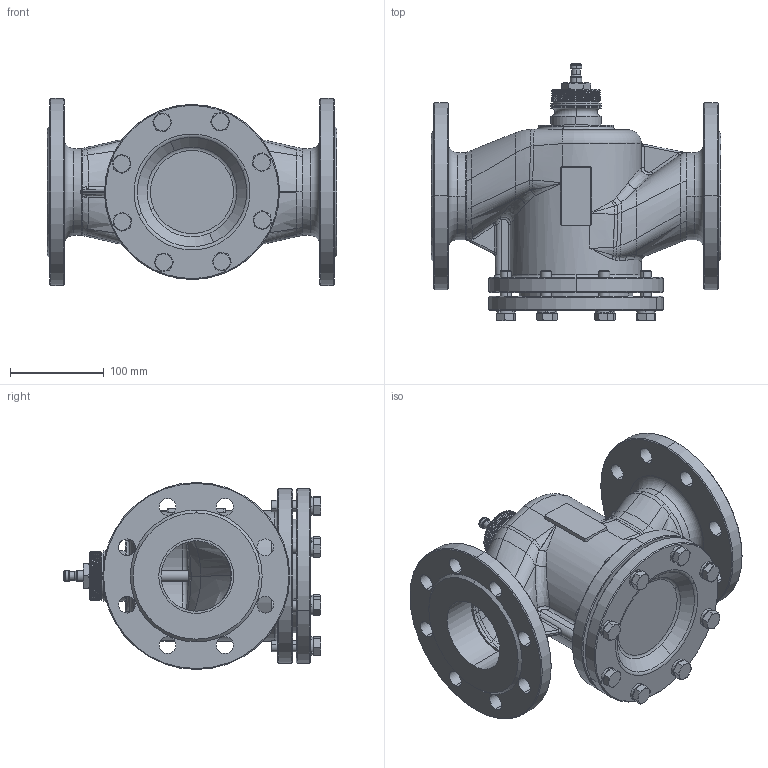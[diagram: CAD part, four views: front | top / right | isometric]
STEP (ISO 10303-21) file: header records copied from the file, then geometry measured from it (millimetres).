
FILE_DESCRIPTION((''),'2;1');
FILE_NAME('3D_STEP_CAD_MODEL_OF__SW0005','2023-03-28T19:14:36',('phili'),(''),'CREO PARAMETRIC BY PTC INC, 2019010','CREO PARAMETRIC BY PTC INC, 2019010','');
FILE_SCHEMA(('CONFIG_CONTROL_DESIGN'));
Products named in the file (1): 3D_STEP_CAD_MODEL_OF__SW0005
Bounding box: 310 x 275 x 200 mm (x, y, z)
Surface area: 554968.6 mm2 (no closed solid volume)
Topology: 0 solids, 45 shells, 1054 faces, 3030 edges, 2007 vertices
Faces by surface type: bspline 357, cone 240, cylinder 202, plane 190, extrusion 32, torus 31, sphere 2
Entity records: 99785 total; most frequent: CARTESIAN_POINT 75302, ORIENTED_EDGE 5381, DIRECTION 4043, EDGE_CURVE 3030, VERTEX_POINT 2007, AXIS2_PLACEMENT_3D 1597, B_SPLINE_CURVE_WITH_KNOTS 1313, EDGE_LOOP 1165
